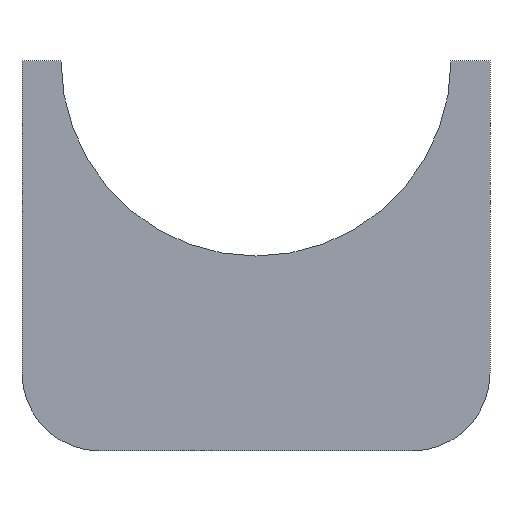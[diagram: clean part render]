
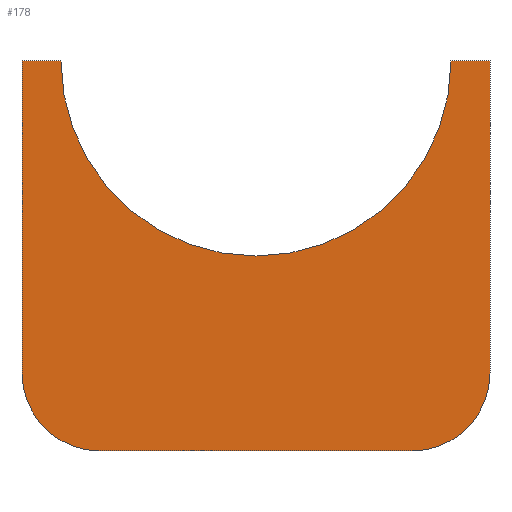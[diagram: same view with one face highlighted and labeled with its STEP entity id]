
A CAD part, front view. The second image highlights one B-rep face of the part: STEP entity #178.
In plain terms, the highlighted planar face has unit normal (0, -1, 0).
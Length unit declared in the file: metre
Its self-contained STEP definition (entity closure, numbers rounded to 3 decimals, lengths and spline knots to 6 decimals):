
#13=CIRCLE('',#198,0.0125);
#14=CIRCLE('',#204,0.005);
#15=CIRCLE('',#205,0.005);
#45=ORIENTED_EDGE('',*,*,#81,.F.);
#46=ORIENTED_EDGE('',*,*,#89,.T.);
#47=ORIENTED_EDGE('',*,*,#82,.F.);
#48=ORIENTED_EDGE('',*,*,#90,.T.);
#49=ORIENTED_EDGE('',*,*,#86,.F.);
#50=ORIENTED_EDGE('',*,*,#71,.F.);
#51=ORIENTED_EDGE('',*,*,#75,.F.);
#52=ORIENTED_EDGE('',*,*,#78,.F.);
#71=EDGE_CURVE('',#95,#96,#111,.T.);
#75=EDGE_CURVE('',#98,#95,#13,.T.);
#78=EDGE_CURVE('',#100,#98,#116,.T.);
#81=EDGE_CURVE('',#102,#100,#119,.F.);
#82=EDGE_CURVE('',#103,#104,#120,.F.);
#86=EDGE_CURVE('',#96,#107,#124,.T.);
#89=EDGE_CURVE('',#102,#104,#14,.T.);
#90=EDGE_CURVE('',#103,#107,#15,.T.);
#95=VERTEX_POINT('',#269);
#96=VERTEX_POINT('',#271);
#98=VERTEX_POINT('',#277);
#100=VERTEX_POINT('',#283);
#102=VERTEX_POINT('',#289);
#103=VERTEX_POINT('',#293);
#104=VERTEX_POINT('',#294);
#107=VERTEX_POINT('',#302);
#111=LINE('',#270,#129);
#116=LINE('',#284,#134);
#119=LINE('',#290,#137);
#120=LINE('',#292,#138);
#124=LINE('',#301,#142);
#129=VECTOR('',#217,1.);
#134=VECTOR('',#230,1.);
#137=VECTOR('',#235,1.);
#138=VECTOR('',#238,1.);
#142=VECTOR('',#244,1.);
#151=EDGE_LOOP('',(#45,#46,#47,#48,#49,#50,#51,#52));
#161=FACE_BOUND('',#151,.T.);
#170=PLANE('',#203);
#178=ADVANCED_FACE('',(#161),#170,.T.);
#198=AXIS2_PLACEMENT_3D('',#278,#224,#225);
#203=AXIS2_PLACEMENT_3D('',#306,#247,#248);
#204=AXIS2_PLACEMENT_3D('',#307,#249,#250);
#205=AXIS2_PLACEMENT_3D('',#308,#251,#252);
#217=DIRECTION('',(1.,0.,0.));
#224=DIRECTION('',(0.,-1.,0.));
#225=DIRECTION('',(0.,0.,-1.));
#230=DIRECTION('',(1.,0.,0.));
#235=DIRECTION('',(0.,0.,-1.));
#238=DIRECTION('',(1.,0.,0.));
#244=DIRECTION('',(0.,0.,-1.));
#247=DIRECTION('',(0.,-1.,0.));
#248=DIRECTION('',(1.,0.,0.));
#249=DIRECTION('',(0.,-1.,0.));
#250=DIRECTION('',(0.,0.,-1.));
#251=DIRECTION('',(0.,-1.,0.));
#252=DIRECTION('',(0.,0.,-1.));
#269=CARTESIAN_POINT('',(0.0825,-0.1,0.0525));
#270=CARTESIAN_POINT('',(0.08375,-0.1,0.0525));
#271=CARTESIAN_POINT('',(0.085,-0.1,0.0525));
#277=CARTESIAN_POINT('',(0.0575,-0.1,0.0525));
#278=CARTESIAN_POINT('',(0.07,-0.1,0.0525));
#283=CARTESIAN_POINT('',(0.055,-0.1,0.0525));
#284=CARTESIAN_POINT('',(0.05625,-0.1,0.0525));
#289=CARTESIAN_POINT('',(0.055,-0.1,0.0325));
#290=CARTESIAN_POINT('',(0.055,-0.1,0.04));
#292=CARTESIAN_POINT('',(0.07,-0.1,0.0275));
#293=CARTESIAN_POINT('',(0.08,-0.1,0.0275));
#294=CARTESIAN_POINT('',(0.06,-0.1,0.0275));
#301=CARTESIAN_POINT('',(0.085,-0.1,0.04));
#302=CARTESIAN_POINT('',(0.085,-0.1,0.0325));
#306=CARTESIAN_POINT('',(0.07,-0.1,0.04625));
#307=CARTESIAN_POINT('',(0.06,-0.1,0.0325));
#308=CARTESIAN_POINT('',(0.08,-0.1,0.0325));
